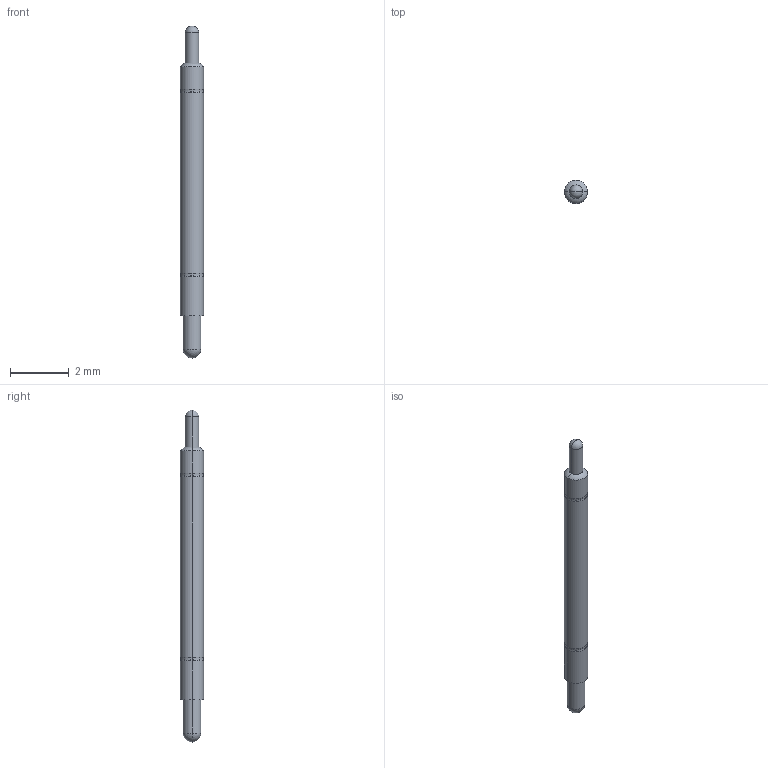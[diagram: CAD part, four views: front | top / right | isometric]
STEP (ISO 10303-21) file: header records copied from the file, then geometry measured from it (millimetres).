
FILE_DESCRIPTION (( 'STEP AP214' ), '1' );
FILE_NAME ('UEBK-20342_2017_09_05.STEP', '2017-09-05T11:37:01', ( '' ), ( '' ), 'SwSTEP 2.0', 'SolidWorks 2017', '' );
FILE_SCHEMA (( 'AUTOMOTIVE_DESIGN' ));
Length unit declared in the file: millimetre
Products named in the file (1): UEBK-20342_2017_09_05
Bounding box: 0.79 x 0.79 x 11.35 mm (x, y, z)
Volume: 4.8 mm3; surface area: 26.4 mm2
Topology: 1 solids, 1 shells, 25 faces, 56 edges, 30 vertices
Faces by surface type: torus 10, cylinder 10, sphere 4, plane 1
Entity records: 670 total; most frequent: DIRECTION 138, CARTESIAN_POINT 100, ORIENTED_EDGE 96, AXIS2_PLACEMENT_3D 64, EDGE_CURVE 48, CIRCLE 38, VERTEX_POINT 26, EDGE_LOOP 26
